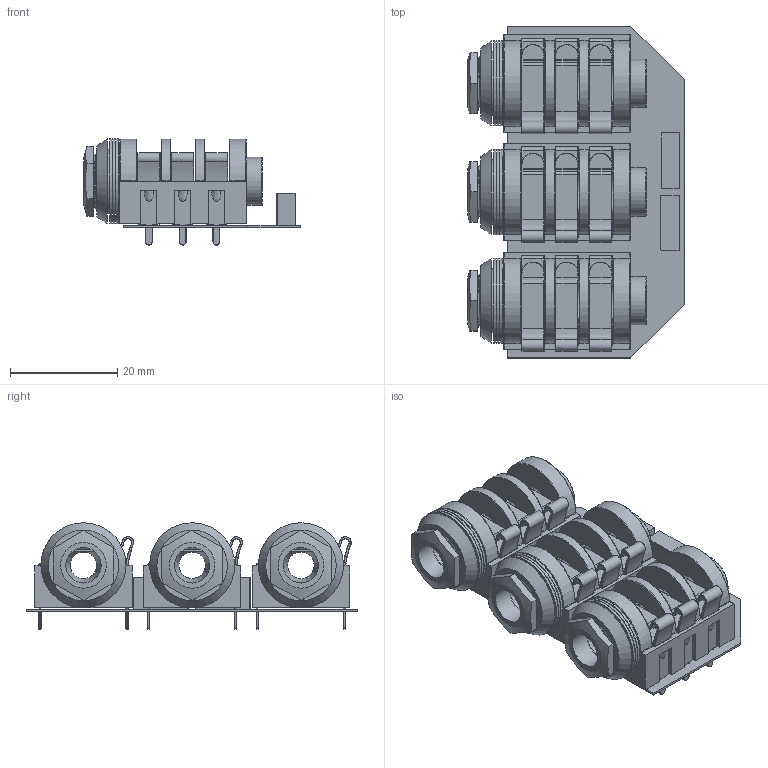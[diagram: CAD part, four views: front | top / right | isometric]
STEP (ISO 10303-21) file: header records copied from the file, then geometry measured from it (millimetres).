
FILE_DESCRIPTION(('Open CASCADE Model'),'2;1');
FILE_NAME('Open CASCADE Shape Model','2023-10-13T00:33:27',('Author'),( 'Open CASCADE'),'Open CASCADE STEP processor 6.8','Open CASCADE 6.8' ,'Unknown');
FILE_SCHEMA(('AUTOMOTIVE_DESIGN { 1 0 10303 214 1 1 1 1 }'));
Length unit declared in the file: millimetre
Products named in the file (19): PCB; Board; Open CASCADE STEP translator 6.8 1.1.1; H2; 6432575488; Extruded; PJ3; MZT-223_Jack_Socket_-_Stereo_chassis_jack,_傇6; 6_3_Jack_body; 6_3_Jack_contact_01; 6_3_Jack_contact_02; Open CASCADE STEP translator 6.8 1.3.1.3.1; Open CASCADE STEP translator 6.8 1.3.1.3.2; Nut; Washer_1; Washer_2; PJ2; PJ1; H1
Assembly tree (27 placements, depth 5):
  PCB
    Board
      Open CASCADE STEP translator 6.8 1.1.1
    H2
      6432575488
        Extruded
    PJ3
      MZT-223_Jack_Socket_-_Stereo_chassis_jack,_傇6
        6_3_Jack_body
        6_3_Jack_contact_01  x3
        6_3_Jack_contact_02  x3
          Open CASCADE STEP translator 6.8 1.3.1.3.1
          Open CASCADE STEP translator 6.8 1.3.1.3.2
        Nut
        Washer_1
        Washer_2  x3
    PJ2
      MZT-223_Jack_Socket_-_Stereo_chassis_jack,_傇6
        6_3_Jack_body
        6_3_Jack_contact_01  x3
        6_3_Jack_contact_02  x3
          Open CASCADE STEP translator 6.8 1.3.1.3.1
          Open CASCADE STEP translator 6.8 1.3.1.3.2
        Nut
        Washer_1
        Washer_2  x3
    PJ1
      MZT-223_Jack_Socket_-_Stereo_chassis_jack,_傇6
        6_3_Jack_body
        6_3_Jack_contact_01  x3
        6_3_Jack_contact_02  x3
          Open CASCADE STEP translator 6.8 1.3.1.3.1
          Open CASCADE STEP translator 6.8 1.3.1.3.2
        Nut
        Washer_1
        Washer_2  x3
    H1
      6432575488
        Extruded
Bounding box: 40.49 x 62 x 19.88 mm (x, y, z)
Volume: 15212.7 mm3; surface area: 23519.7 mm2
Topology: 30 solids, 66 shells, 2206 faces, 5193 edges, 3044 vertices
Faces by surface type: cylinder 873, plane 559, torus 366, bspline 237, sphere 147, cone 24
Full cylindrical faces by diameter (mm): 0.7 x12, 2 x18, 6.6 x3, 6.7 x3, 9 x3, 11 x15, 12 x3, 15.9 x9
Entity records: 32715 total; most frequent: CARTESIAN_POINT 19516, ORIENTED_EDGE 2226, DIRECTION 2098, EDGE_CURVE 1118, AXIS2_PLACEMENT_3D 767, VERTEX_POINT 694, LINE 564, VECTOR 564
